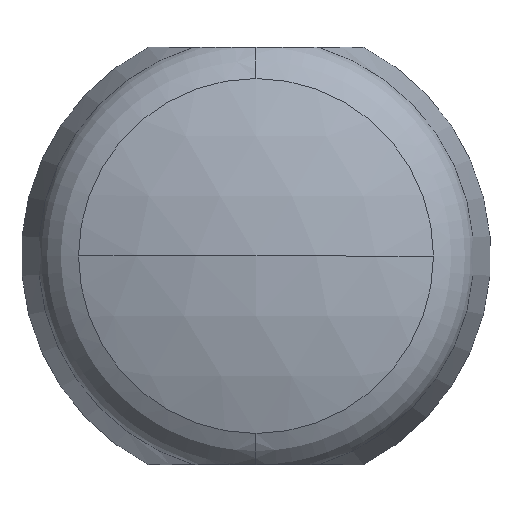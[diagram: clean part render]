
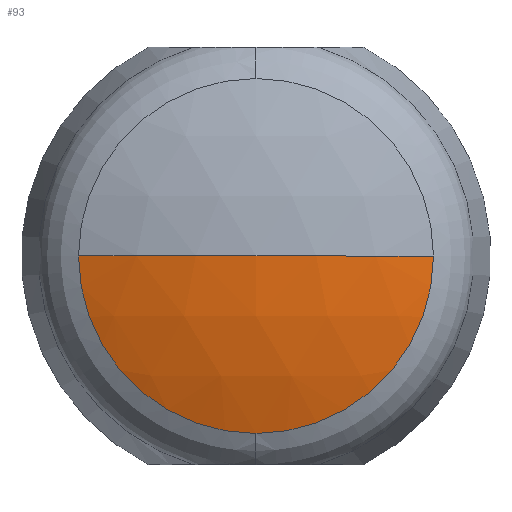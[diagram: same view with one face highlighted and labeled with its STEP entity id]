
A CAD part, left-side view. The second image highlights one B-rep face of the part: STEP entity #93.
In plain terms, the highlighted spherical face has radius 20 mm.
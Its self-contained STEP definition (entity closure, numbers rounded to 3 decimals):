
#93 = ADVANCED_FACE ( 'NONE', ( #739 ), #547, .T. ) ;
#104 = CARTESIAN_POINT ( 'NONE',  ( -3.808, -6.803, 0. ) ) ;
#122 = CARTESIAN_POINT ( 'NONE',  ( 15., 0., 0. ) ) ;
#167 = AXIS2_PLACEMENT_3D ( 'NONE', #724, #471, #222 ) ;
#210 = CARTESIAN_POINT ( 'NONE',  ( -5., 0., 0. ) ) ;
#212 = EDGE_LOOP ( 'NONE', ( #2220, #1402, #1712, #521 ) ) ;
#222 = DIRECTION ( 'NONE',  ( 0., 0., -1. ) ) ;
#225 = AXIS2_PLACEMENT_3D ( 'NONE', #122, #2300, #2060 ) ;
#323 = CARTESIAN_POINT ( 'NONE',  ( 15., 0., 0. ) ) ;
#390 = CIRCLE ( 'NONE', #225, 20. ) ;
#471 = DIRECTION ( 'NONE',  ( -1., 0., 0. ) ) ;
#521 = ORIENTED_EDGE ( 'NONE', *, *, #1652, .F. ) ;
#547 = SPHERICAL_SURFACE ( 'NONE', #1265, 20. ) ;
#594 = CARTESIAN_POINT ( 'NONE',  ( -3.808, 6.803, 0. ) ) ;
#681 = DIRECTION ( 'NONE',  ( 0., 0., -1. ) ) ;
#724 = CARTESIAN_POINT ( 'NONE',  ( -3.808, 0., 0. ) ) ;
#739 = FACE_OUTER_BOUND ( 'NONE', #212, .T. ) ;
#927 = DIRECTION ( 'NONE',  ( -1., 0., 0. ) ) ;
#978 = CARTESIAN_POINT ( 'NONE',  ( -3.808, 0., -6.803 ) ) ;
#1001 = CIRCLE ( 'NONE', #1401, 20. ) ;
#1045 = EDGE_CURVE ( 'NONE', #1175, #1106, #1773, .T. ) ;
#1100 = VERTEX_POINT ( 'NONE', #594 ) ;
#1106 = VERTEX_POINT ( 'NONE', #104 ) ;
#1175 = VERTEX_POINT ( 'NONE', #978 ) ;
#1185 = EDGE_CURVE ( 'NONE', #1100, #1175, #2320, .T. ) ;
#1265 = AXIS2_PLACEMENT_3D ( 'NONE', #323, #2253, #2007 ) ;
#1308 = VERTEX_POINT ( 'NONE', #210 ) ;
#1401 = AXIS2_PLACEMENT_3D ( 'NONE', #2176, #1686, #1429 ) ;
#1402 = ORIENTED_EDGE ( 'NONE', *, *, #1045, .T. ) ;
#1429 = DIRECTION ( 'NONE',  ( 0., 1., 0. ) ) ;
#1566 = EDGE_CURVE ( 'NONE', #1106, #1308, #1001, .T. ) ;
#1652 = EDGE_CURVE ( 'NONE', #1100, #1308, #390, .T. ) ;
#1686 = DIRECTION ( 'NONE',  ( 0., 0., -1. ) ) ;
#1712 = ORIENTED_EDGE ( 'NONE', *, *, #1566, .T. ) ;
#1773 = CIRCLE ( 'NONE', #167, 6.803 ) ;
#1919 = CARTESIAN_POINT ( 'NONE',  ( -3.808, 0., 0. ) ) ;
#2007 = DIRECTION ( 'NONE',  ( 0., 1., 0. ) ) ;
#2060 = DIRECTION ( 'NONE',  ( 1., 0., 0. ) ) ;
#2096 = AXIS2_PLACEMENT_3D ( 'NONE', #1919, #927, #681 ) ;
#2176 = CARTESIAN_POINT ( 'NONE',  ( 15., 0., 0. ) ) ;
#2220 = ORIENTED_EDGE ( 'NONE', *, *, #1185, .T. ) ;
#2253 = DIRECTION ( 'NONE',  ( 0., 0., -1. ) ) ;
#2300 = DIRECTION ( 'NONE',  ( 0., 0., 1. ) ) ;
#2320 = CIRCLE ( 'NONE', #2096, 6.803 ) ;
